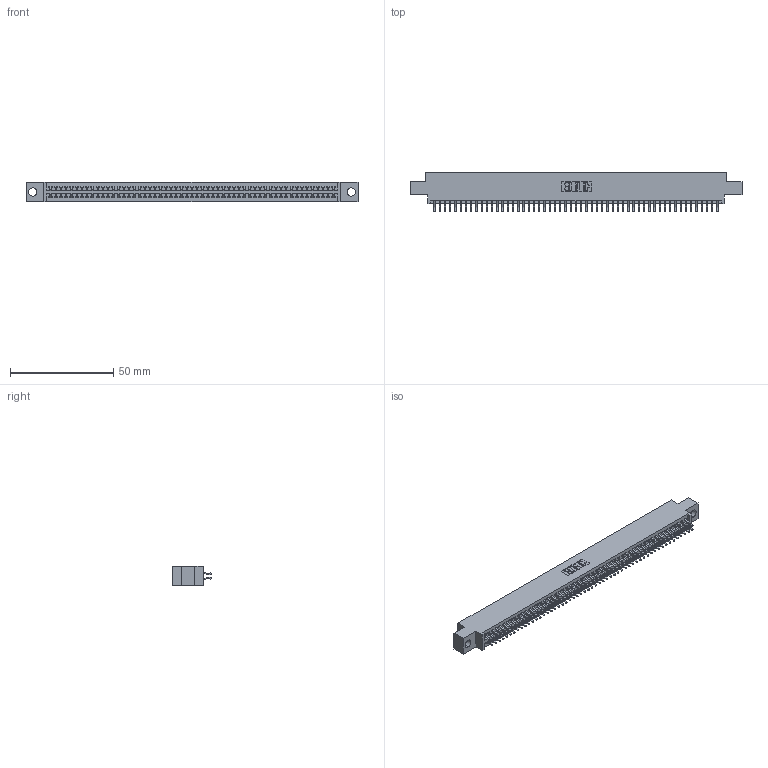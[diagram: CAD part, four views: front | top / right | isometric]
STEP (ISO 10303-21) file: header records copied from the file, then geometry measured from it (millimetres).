
FILE_DESCRIPTION (( 'STEP AP203' ), '1' );
FILE_NAME ('345-110-556-804.STEP', '2018-10-07T12:01:38', ( '' ), ( '' ), 'SwSTEP 2.0', 'SolidWorks 2016', '' );
FILE_SCHEMA (( 'CONFIG_CONTROL_DESIGN' ));
Length unit declared in the file: inch
Products named in the file (3): 345-110-556-804; 345 Part_0.170 Offset - 0.156 Dia-TH; 345-292-001_556 Tail
Assembly tree (111 placements, depth 2):
  345-110-556-804
    345 Part_0.170 Offset - 0.156 Dia-TH
    345-292-001_556 Tail  x110
Bounding box: 160.91 x 19.24 x 9.4 mm (x, y, z)
Volume: 15545.9 mm3; surface area: 23093.7 mm2
Topology: 111 solids, 111 shells, 6290 faces, 18723 edges, 12334 vertices
Faces by surface type: plane 4154, cylinder 2136
Entity records: 41759 total; most frequent: CARTESIAN_POINT 7004, ORIENTED_EDGE 6926, DIRECTION 6147, EDGE_CURVE 3463, VECTOR 3103, LINE 3103, VERTEX_POINT 2306, AXIS2_PLACEMENT_3D 1522
